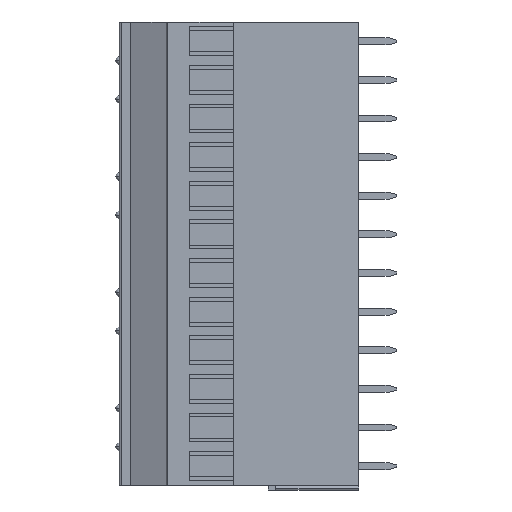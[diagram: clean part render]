
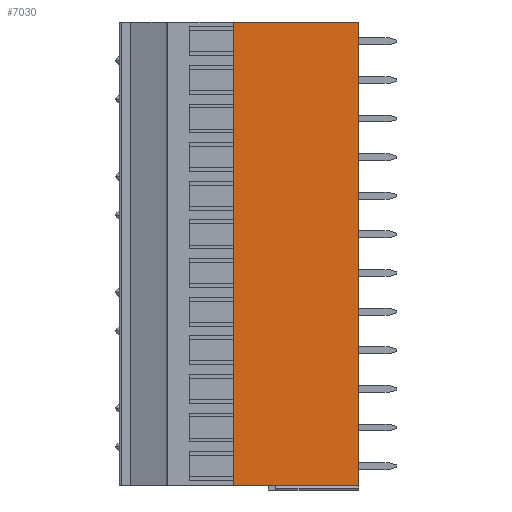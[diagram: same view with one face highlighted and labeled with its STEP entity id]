
A CAD part, left-side view. The second image highlights one B-rep face of the part: STEP entity #7030.
In plain terms, the highlighted planar face has unit normal (-1, 0, 0).
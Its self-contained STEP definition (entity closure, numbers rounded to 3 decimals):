
#40=DIRECTION('',(0.,-1.,0.));
#41=VECTOR('',#40,16.5);
#42=CARTESIAN_POINT('',(-5.55,0.75,58.42));
#43=LINE('',#42,#41);
#156=DIRECTION('',(0.,0.,-1.));
#157=VECTOR('',#156,60.96);
#158=CARTESIAN_POINT('',(-5.55,-15.75,58.42));
#159=LINE('',#158,#157);
#850=DIRECTION('',(0.,0.,-1.));
#851=VECTOR('',#850,60.96);
#852=CARTESIAN_POINT('',(-5.55,0.75,58.42));
#853=LINE('',#852,#851);
#918=DIRECTION('',(0.,-1.,0.));
#919=VECTOR('',#918,16.5);
#920=CARTESIAN_POINT('',(-5.55,0.75,-2.54));
#921=LINE('',#920,#919);
#4728=CARTESIAN_POINT('',(-5.55,0.75,58.42));
#4729=CARTESIAN_POINT('',(-5.55,-15.75,58.42));
#4730=VERTEX_POINT('',#4728);
#4731=VERTEX_POINT('',#4729);
#4752=CARTESIAN_POINT('',(-5.55,0.75,-2.54));
#4753=CARTESIAN_POINT('',(-5.55,-15.75,-2.54));
#4754=VERTEX_POINT('',#4752);
#4755=VERTEX_POINT('',#4753);
#7018=CARTESIAN_POINT('',(-5.55,0.75,58.42));
#7019=DIRECTION('',(-1.,0.,0.));
#7020=DIRECTION('',(0.,-1.,0.));
#7021=AXIS2_PLACEMENT_3D('',#7018,#7019,#7020);
#7022=PLANE('',#7021);
#7023=ORIENTED_EDGE('',*,*,#6107,.T.);
#7024=ORIENTED_EDGE('',*,*,#6196,.T.);
#7026=ORIENTED_EDGE('',*,*,#7025,.F.);
#7027=ORIENTED_EDGE('',*,*,#6728,.F.);
#7028=EDGE_LOOP('',(#7023,#7024,#7026,#7027));
#7029=FACE_OUTER_BOUND('',#7028,.F.);
#6107=EDGE_CURVE('',#4730,#4731,#43,.T.);
#6196=EDGE_CURVE('',#4731,#4755,#159,.T.);
#6728=EDGE_CURVE('',#4730,#4754,#853,.T.);
#7025=EDGE_CURVE('',#4754,#4755,#921,.T.);
#7030=ADVANCED_FACE('',(#7029),#7022,.T.);
